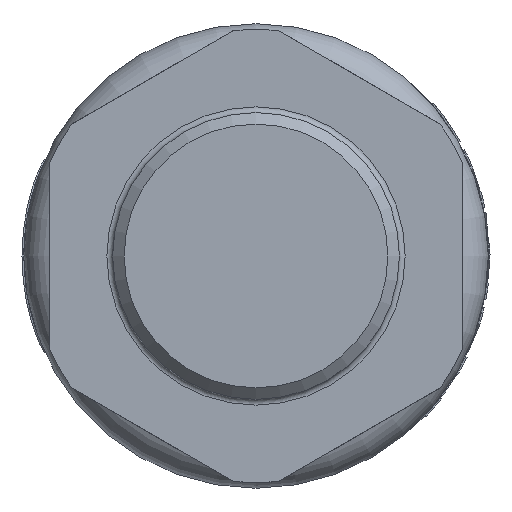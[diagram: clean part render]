
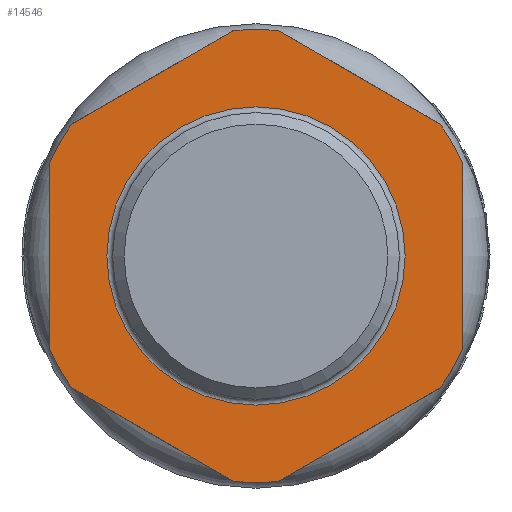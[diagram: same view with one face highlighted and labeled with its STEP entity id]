
A CAD part, left-side view. The second image highlights one B-rep face of the part: STEP entity #14546.
In plain terms, the highlighted planar face has unit normal (-1, 0, 0).
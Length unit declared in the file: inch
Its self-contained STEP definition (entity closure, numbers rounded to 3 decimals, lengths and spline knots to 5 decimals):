
#1100=FACE_BOUND('',#3587,.T.);
#1148=LINE('',#20489,#1841);
#1152=LINE('',#20498,#1845);
#1155=LINE('',#20506,#1848);
#1158=LINE('',#20515,#1851);
#1161=LINE('',#20521,#1854);
#1164=LINE('',#20526,#1857);
#1841=VECTOR('',#16872,0.3937);
#1845=VECTOR('',#16882,0.3937);
#1848=VECTOR('',#16891,0.3937);
#1851=VECTOR('',#16900,0.3937);
#1854=VECTOR('',#16905,0.3937);
#1857=VECTOR('',#16910,0.3937);
#2787=FACE_OUTER_BOUND('',#3586,.T.);
#3586=EDGE_LOOP('',(#9070,#9071,#9072,#9073,#9074,#9075,#9076,#9077,#9078,
#9079,#9080,#9081));
#3587=EDGE_LOOP('',(#9082,#9083));
#4447=CIRCLE('',#15409,0.77756);
#4448=CIRCLE('',#15412,0.77756);
#4449=CIRCLE('',#15415,0.77756);
#4450=CIRCLE('',#15420,0.77756);
#4451=CIRCLE('',#15422,0.77756);
#4452=CIRCLE('',#15424,0.77756);
#4453=CIRCLE('',#15425,0.51181);
#4454=CIRCLE('',#15426,0.51181);
#5205=VERTEX_POINT('',#20486);
#5206=VERTEX_POINT('',#20488);
#5207=VERTEX_POINT('',#20492);
#5208=VERTEX_POINT('',#20496);
#5209=VERTEX_POINT('',#20500);
#5210=VERTEX_POINT('',#20504);
#5211=VERTEX_POINT('',#20508);
#5212=VERTEX_POINT('',#20512);
#5213=VERTEX_POINT('',#20514);
#5214=VERTEX_POINT('',#20518);
#5215=VERTEX_POINT('',#20520);
#5216=VERTEX_POINT('',#20524);
#5217=VERTEX_POINT('',#20533);
#5218=VERTEX_POINT('',#20534);
#6734=EDGE_CURVE('',#5206,#5205,#1148,.T.);
#6737=EDGE_CURVE('',#5207,#5205,#4447,.T.);
#6739=EDGE_CURVE('',#5207,#5208,#1152,.T.);
#6741=EDGE_CURVE('',#5209,#5208,#4448,.T.);
#6743=EDGE_CURVE('',#5209,#5210,#1155,.T.);
#6745=EDGE_CURVE('',#5211,#5210,#4449,.T.);
#6747=EDGE_CURVE('',#5213,#5212,#1158,.T.);
#6750=EDGE_CURVE('',#5215,#5214,#1161,.T.);
#6753=EDGE_CURVE('',#5211,#5216,#1164,.T.);
#6754=EDGE_CURVE('',#5206,#5214,#4450,.T.);
#6755=EDGE_CURVE('',#5213,#5216,#4451,.T.);
#6756=EDGE_CURVE('',#5215,#5212,#4452,.T.);
#6757=EDGE_CURVE('',#5217,#5218,#4453,.T.);
#6758=EDGE_CURVE('',#5218,#5217,#4454,.T.);
#9070=ORIENTED_EDGE('',*,*,#6747,.T.);
#9071=ORIENTED_EDGE('',*,*,#6756,.F.);
#9072=ORIENTED_EDGE('',*,*,#6750,.T.);
#9073=ORIENTED_EDGE('',*,*,#6754,.F.);
#9074=ORIENTED_EDGE('',*,*,#6734,.T.);
#9075=ORIENTED_EDGE('',*,*,#6737,.F.);
#9076=ORIENTED_EDGE('',*,*,#6739,.T.);
#9077=ORIENTED_EDGE('',*,*,#6741,.F.);
#9078=ORIENTED_EDGE('',*,*,#6743,.T.);
#9079=ORIENTED_EDGE('',*,*,#6745,.F.);
#9080=ORIENTED_EDGE('',*,*,#6753,.T.);
#9081=ORIENTED_EDGE('',*,*,#6755,.F.);
#9082=ORIENTED_EDGE('',*,*,#6757,.T.);
#9083=ORIENTED_EDGE('',*,*,#6758,.T.);
#13452=PLANE('',#15423);
#14546=ADVANCED_FACE('',(#2787,#1100),#13452,.T.);
#15409=AXIS2_PLACEMENT_3D('',#20494,#16877,#16878);
#15412=AXIS2_PLACEMENT_3D('',#20502,#16886,#16887);
#15415=AXIS2_PLACEMENT_3D('',#20510,#16895,#16896);
#15420=AXIS2_PLACEMENT_3D('',#20528,#16913,#16914);
#15422=AXIS2_PLACEMENT_3D('',#20530,#16917,#16918);
#15423=AXIS2_PLACEMENT_3D('',#20531,#16919,#16920);
#15424=AXIS2_PLACEMENT_3D('',#20532,#16921,#16922);
#15425=AXIS2_PLACEMENT_3D('',#20535,#16923,#16924);
#15426=AXIS2_PLACEMENT_3D('',#20536,#16925,#16926);
#16872=DIRECTION('',(0.,0.866,0.5));
#16877=DIRECTION('center_axis',(1.,0.,0.));
#16878=DIRECTION('ref_axis',(0.,0.,-1.));
#16882=DIRECTION('',(0.,0.866,-0.5));
#16886=DIRECTION('center_axis',(1.,0.,0.));
#16887=DIRECTION('ref_axis',(0.,0.,-1.));
#16891=DIRECTION('',(0.,0.,-1.));
#16895=DIRECTION('center_axis',(1.,0.,0.));
#16896=DIRECTION('ref_axis',(0.,0.,-1.));
#16900=DIRECTION('',(0.,-0.866,0.5));
#16905=DIRECTION('',(0.,0.,1.));
#16910=DIRECTION('',(0.,-0.866,-0.5));
#16913=DIRECTION('center_axis',(1.,0.,0.));
#16914=DIRECTION('ref_axis',(0.,0.,-1.));
#16917=DIRECTION('center_axis',(1.,0.,0.));
#16918=DIRECTION('ref_axis',(0.,0.,-1.));
#16919=DIRECTION('center_axis',(-1.,0.,0.));
#16920=DIRECTION('ref_axis',(0.,0.,1.));
#16921=DIRECTION('center_axis',(1.,0.,0.));
#16922=DIRECTION('ref_axis',(0.,0.,-1.));
#16923=DIRECTION('center_axis',(1.,0.,0.));
#16924=DIRECTION('ref_axis',(0.,0.,-1.));
#16925=DIRECTION('center_axis',(1.,0.,0.));
#16926=DIRECTION('ref_axis',(0.,0.,-1.));
#20486=CARTESIAN_POINT('',(-0.39961,-0.07721,0.77372));
#20488=CARTESIAN_POINT('',(-0.39961,-0.63145,0.45372));
#20489=CARTESIAN_POINT('',(-0.39961,-0.20131,0.70207));
#20492=CARTESIAN_POINT('',(-0.39961,0.07721,0.77372));
#20494=CARTESIAN_POINT('Origin',(-0.39961,0.,
0.));
#20496=CARTESIAN_POINT('',(-0.39961,0.63145,0.45372));
#20498=CARTESIAN_POINT('',(-0.39961,0.50735,0.52537));
#20500=CARTESIAN_POINT('',(-0.39961,0.70866,0.32));
#20502=CARTESIAN_POINT('Origin',(-0.39961,0.,
0.));
#20504=CARTESIAN_POINT('',(-0.39961,0.70866,-0.32));
#20506=CARTESIAN_POINT('',(-0.39961,0.70866,0.16));
#20508=CARTESIAN_POINT('',(-0.39961,0.63145,-0.45372));
#20510=CARTESIAN_POINT('Origin',(-0.39961,0.,
0.));
#20512=CARTESIAN_POINT('',(-0.39961,-0.63145,-0.45372));
#20514=CARTESIAN_POINT('',(-0.39961,-0.07721,-0.77372));
#20515=CARTESIAN_POINT('',(-0.39961,0.07582,-0.86206));
#20518=CARTESIAN_POINT('',(-0.39961,-0.70866,0.32));
#20520=CARTESIAN_POINT('',(-0.39961,-0.70866,-0.32));
#20521=CARTESIAN_POINT('',(-0.39961,-0.70866,-0.16));
#20524=CARTESIAN_POINT('',(-0.39961,0.07721,-0.77372));
#20526=CARTESIAN_POINT('',(-0.39961,0.78448,-0.36537));
#20528=CARTESIAN_POINT('Origin',(-0.39961,0.,
0.));
#20530=CARTESIAN_POINT('Origin',(-0.39961,0.,
0.));
#20531=CARTESIAN_POINT('Origin',(-0.39961,0.77756,0.));
#20532=CARTESIAN_POINT('Origin',(-0.39961,0.,
0.));
#20533=CARTESIAN_POINT('',(-0.39961,0.51181,0.));
#20534=CARTESIAN_POINT('',(-0.39961,0.,0.51181));
#20535=CARTESIAN_POINT('Origin',(-0.39961,0.,
0.));
#20536=CARTESIAN_POINT('Origin',(-0.39961,0.,
0.));
